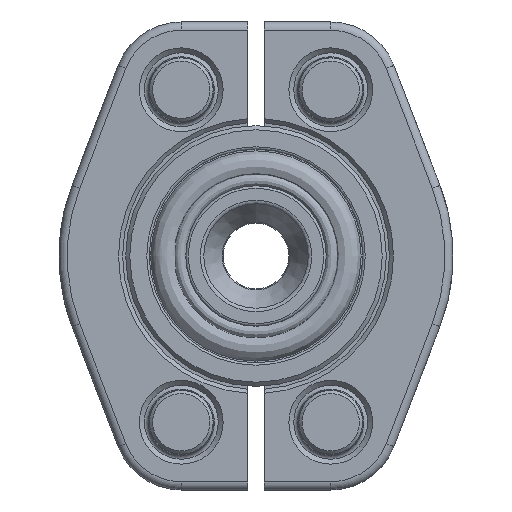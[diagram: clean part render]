
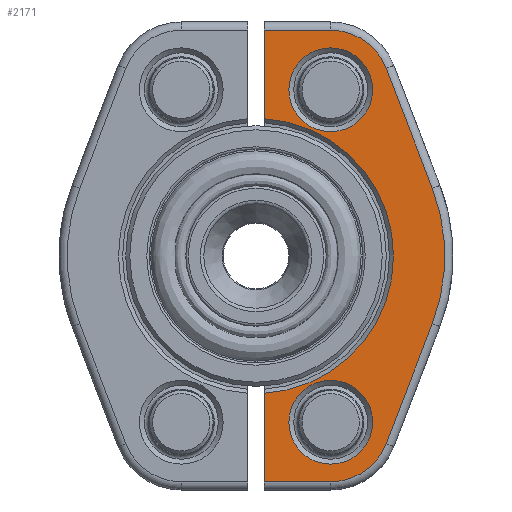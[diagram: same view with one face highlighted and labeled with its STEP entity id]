
A CAD part, left-side view. The second image highlights one B-rep face of the part: STEP entity #2171.
In plain terms, the highlighted face is planar.
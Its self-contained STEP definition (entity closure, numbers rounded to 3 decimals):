
#1028=PLANE('',#2629);
#1100=LINE('',#3565,#1160);
#1101=LINE('',#3568,#1161);
#1102=LINE('',#3572,#1162);
#1103=LINE('',#3574,#1163);
#1104=LINE('',#3578,#1164);
#1105=LINE('',#3582,#1165);
#1160=VECTOR('',#3002,1.);
#1161=VECTOR('',#3003,1.);
#1162=VECTOR('',#3006,1.);
#1163=VECTOR('',#3007,1.);
#1164=VECTOR('',#3010,1.);
#1165=VECTOR('',#3013,1.);
#1284=EDGE_LOOP('',(#1501));
#1285=EDGE_LOOP('',(#1502));
#1286=EDGE_LOOP('',(#1503,#1504,#1505,#1506,#1507,#1508,#1509,#1510,#1511,
#1512));
#1501=ORIENTED_EDGE('',*,*,#1862,.T.);
#1502=ORIENTED_EDGE('',*,*,#1863,.T.);
#1503=ORIENTED_EDGE('',*,*,#1864,.T.);
#1504=ORIENTED_EDGE('',*,*,#1865,.F.);
#1505=ORIENTED_EDGE('',*,*,#1866,.T.);
#1506=ORIENTED_EDGE('',*,*,#1867,.F.);
#1507=ORIENTED_EDGE('',*,*,#1868,.T.);
#1508=ORIENTED_EDGE('',*,*,#1869,.T.);
#1509=ORIENTED_EDGE('',*,*,#1870,.T.);
#1510=ORIENTED_EDGE('',*,*,#1871,.T.);
#1511=ORIENTED_EDGE('',*,*,#1872,.T.);
#1512=ORIENTED_EDGE('',*,*,#1873,.T.);
#1862=EDGE_CURVE('',#2451,#2451,#2041,.T.);
#1863=EDGE_CURVE('',#2452,#2452,#2042,.T.);
#1864=EDGE_CURVE('',#2453,#2454,#1100,.T.);
#1865=EDGE_CURVE('',#2455,#2454,#1101,.T.);
#1866=EDGE_CURVE('',#2455,#2456,#2043,.T.);
#1867=EDGE_CURVE('',#2457,#2456,#1102,.T.);
#1868=EDGE_CURVE('',#2457,#2458,#1103,.T.);
#1869=EDGE_CURVE('',#2458,#2459,#2044,.T.);
#1870=EDGE_CURVE('',#2459,#2460,#1104,.T.);
#1871=EDGE_CURVE('',#2460,#2461,#2045,.T.);
#1872=EDGE_CURVE('',#2461,#2462,#1105,.T.);
#1873=EDGE_CURVE('',#2462,#2453,#2046,.T.);
#2041=CIRCLE('',#2623,5.1);
#2042=CIRCLE('',#2624,5.1);
#2043=CIRCLE('',#2625,16.75);
#2044=CIRCLE('',#2626,7.25);
#2045=CIRCLE('',#2627,23.);
#2046=CIRCLE('',#2628,7.25);
#2171=ADVANCED_FACE('',(#2336,#2337,#2338),#1028,.T.);
#2336=FACE_BOUND('',#1284,.T.);
#2337=FACE_BOUND('',#1285,.T.);
#2338=FACE_BOUND('',#1286,.T.);
#2451=VERTEX_POINT('',#3562);
#2452=VERTEX_POINT('',#3564);
#2453=VERTEX_POINT('',#3566);
#2454=VERTEX_POINT('',#3567);
#2455=VERTEX_POINT('',#3569);
#2456=VERTEX_POINT('',#3571);
#2457=VERTEX_POINT('',#3573);
#2458=VERTEX_POINT('',#3575);
#2459=VERTEX_POINT('',#3577);
#2460=VERTEX_POINT('',#3579);
#2461=VERTEX_POINT('',#3581);
#2462=VERTEX_POINT('',#3583);
#2623=AXIS2_PLACEMENT_3D('',#3561,#2998,#2999);
#2624=AXIS2_PLACEMENT_3D('',#3563,#3000,#3001);
#2625=AXIS2_PLACEMENT_3D('',#3570,#3004,#3005);
#2626=AXIS2_PLACEMENT_3D('',#3576,#3008,#3009);
#2627=AXIS2_PLACEMENT_3D('',#3580,#3011,#3012);
#2628=AXIS2_PLACEMENT_3D('',#3584,#3014,#3015);
#2629=AXIS2_PLACEMENT_3D('',#3585,#3016,#3017);
#2998=DIRECTION('',(0.,0.,1.));
#2999=DIRECTION('',(-1.,0.,0.));
#3000=DIRECTION('',(0.,0.,1.));
#3001=DIRECTION('',(-1.,0.,0.));
#3002=DIRECTION('',(0.,1.,0.));
#3003=DIRECTION('',(-1.,0.,0.));
#3004=DIRECTION('',(0.,0.,1.));
#3005=DIRECTION('',(-1.,0.,0.));
#3006=DIRECTION('',(-1.,0.,0.));
#3007=DIRECTION('',(0.,-1.,0.));
#3008=DIRECTION('',(0.,0.,-1.));
#3009=DIRECTION('',(-1.,0.,0.));
#3010=DIRECTION('',(-0.934,-0.358,0.));
#3011=DIRECTION('',(0.,0.,-1.));
#3012=DIRECTION('',(-1.,0.,0.));
#3013=DIRECTION('',(-0.934,0.358,0.));
#3014=DIRECTION('',(0.,0.,-1.));
#3015=DIRECTION('',(-1.,0.,0.));
#3016=DIRECTION('',(0.,0.,-1.));
#3017=DIRECTION('',(-1.,0.,0.));
#3561=CARTESIAN_POINT('',(20.25,-9.1,0.));
#3562=CARTESIAN_POINT('',(15.15,-9.1,0.));
#3563=CARTESIAN_POINT('',(-20.25,-9.1,0.));
#3564=CARTESIAN_POINT('',(-25.35,-9.1,0.));
#3565=CARTESIAN_POINT('',(-27.5,-9.1,0.));
#3566=CARTESIAN_POINT('',(-27.5,-9.1,0.));
#3567=CARTESIAN_POINT('',(-27.5,-1.,0.));
#3568=CARTESIAN_POINT('',(-31.,-1.,0.));
#3569=CARTESIAN_POINT('',(-16.72,-1.,0.));
#3570=CARTESIAN_POINT('',(0.,0.,0.));
#3571=CARTESIAN_POINT('',(16.72,-1.,0.));
#3572=CARTESIAN_POINT('',(-31.,-1.,0.));
#3573=CARTESIAN_POINT('',(27.5,-1.,0.));
#3574=CARTESIAN_POINT('',(27.5,-9.1,0.));
#3575=CARTESIAN_POINT('',(27.5,-9.1,0.));
#3576=CARTESIAN_POINT('',(20.25,-9.1,0.));
#3577=CARTESIAN_POINT('',(22.847,-15.869,0.));
#3578=CARTESIAN_POINT('',(22.847,-15.869,0.));
#3579=CARTESIAN_POINT('',(8.239,-21.474,0.));
#3580=CARTESIAN_POINT('',(0.,0.,0.));
#3581=CARTESIAN_POINT('',(-8.239,-21.474,0.));
#3582=CARTESIAN_POINT('',(12.456,-29.414,0.));
#3583=CARTESIAN_POINT('',(-22.847,-15.869,0.));
#3584=CARTESIAN_POINT('',(-20.25,-9.1,0.));
#3585=CARTESIAN_POINT('',(20.25,-9.1,0.));
